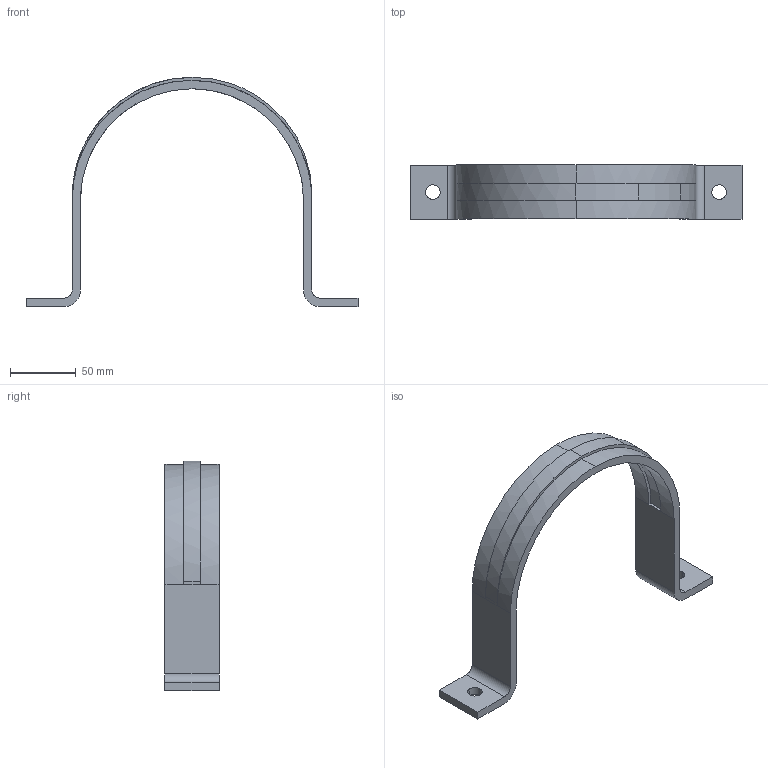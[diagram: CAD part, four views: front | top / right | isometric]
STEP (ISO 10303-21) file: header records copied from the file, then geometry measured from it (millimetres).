
FILE_DESCRIPTION(('TurboCAD Mac Pro'),'Build 980');
FILE_NAME('P2558-60.stp',' ',(''),(''),'ACIS Interop','IMSI','TurboCAD Mac Pro BY IMSI, INCORPORATED');
FILE_SCHEMA(('automotive_design'));
Length unit declared in the file: inch
Products named in the file (2): 1; 2
Bounding box: 253.21 x 41.27 x 174.88 mm (x, y, z)
Volume: 129264.8 mm3; surface area: 50805.6 mm2
Topology: 1 solids, 1 shells, 47 faces, 127 edges, 82 vertices
Faces by surface type: plane 21, bspline 21, cylinder 5
Entity records: 2824 total; most frequent: CARTESIAN_POINT 585, ORIENTED_EDGE 254, STYLED_ITEM 185, PRESENTATION_STYLE_ASSIGNMENT 185, COLOUR_RGB 185, DIRECTION 157, CURVE_STYLE 137, DRAUGHTING_PRE_DEFINED_CURVE_FONT 137
